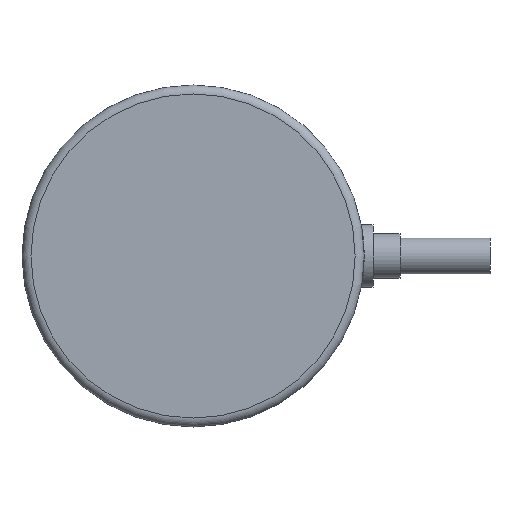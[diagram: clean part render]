
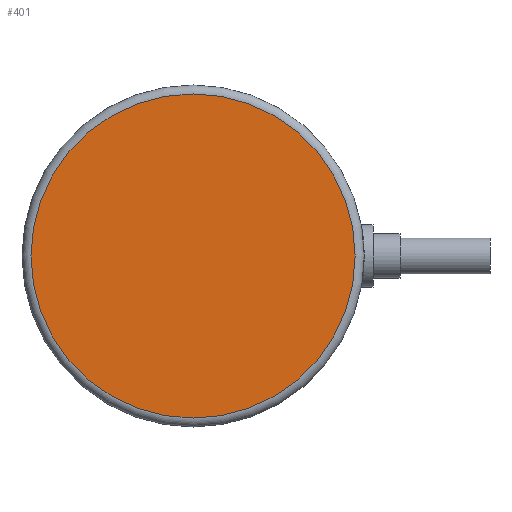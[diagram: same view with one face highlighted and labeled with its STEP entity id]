
A CAD part, front view. The second image highlights one B-rep face of the part: STEP entity #401.
In plain terms, the highlighted planar face has unit normal (0, -1, 0).
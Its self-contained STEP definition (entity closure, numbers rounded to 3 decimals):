
#27=PLANE('',#484);
#118=FACE_OUTER_BOUND('',#158,.T.);
#158=EDGE_LOOP('',(#368));
#167=CIRCLE('',#432,18.01);
#196=VERTEX_POINT('',#633);
#230=EDGE_CURVE('',#196,#196,#167,.T.);
#368=ORIENTED_EDGE('',*,*,#230,.T.);
#401=ADVANCED_FACE('',(#118),#27,.F.);
#432=AXIS2_PLACEMENT_3D('',#635,#498,#499);
#484=AXIS2_PLACEMENT_3D('',#770,#619,#620);
#498=DIRECTION('center_axis',(0.,-1.,0.));
#499=DIRECTION('ref_axis',(0.,0.,1.));
#619=DIRECTION('center_axis',(0.,1.,0.));
#620=DIRECTION('ref_axis',(0.,0.,1.));
#633=CARTESIAN_POINT('',(0.,0.,-18.01));
#635=CARTESIAN_POINT('Origin',(0.,0.,0.));
#770=CARTESIAN_POINT('Origin',(0.,0.,0.));
